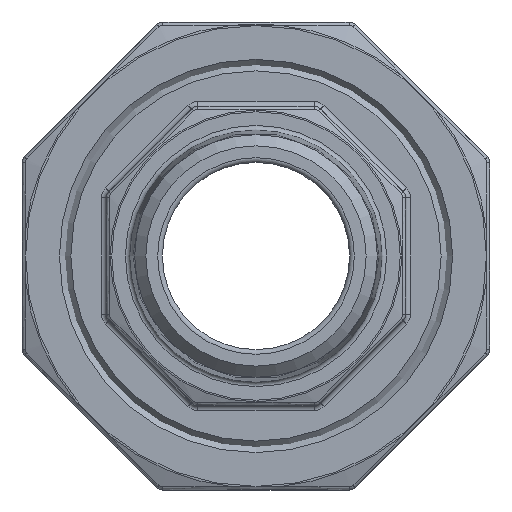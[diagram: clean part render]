
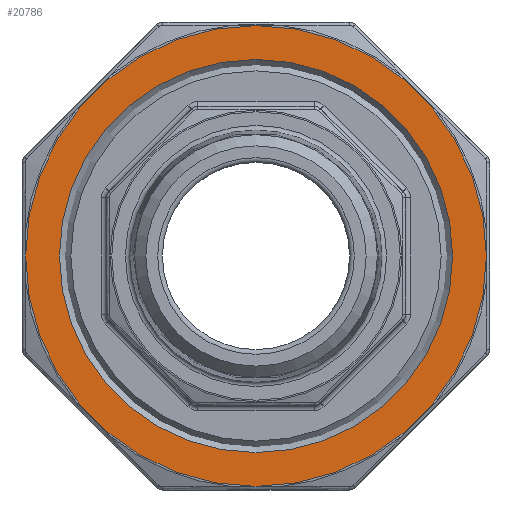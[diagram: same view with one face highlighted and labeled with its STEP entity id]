
A CAD part, left-side view. The second image highlights one B-rep face of the part: STEP entity #20786.
In plain terms, the highlighted planar face has unit normal (-1, 0, 0).
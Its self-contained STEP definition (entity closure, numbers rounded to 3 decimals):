
#358 = DIRECTION ( 'NONE',  ( 1., 0., 0. ) ) ;
#1253 = CARTESIAN_POINT ( 'NONE',  ( -9.5, 34.92, 0. ) ) ;
#1667 = CARTESIAN_POINT ( 'NONE',  ( -9.5, 0., 24.612 ) ) ;
#2131 = CARTESIAN_POINT ( 'NONE',  ( -9.5, 0., 0. ) ) ;
#4418 = ORIENTED_EDGE ( 'NONE', *, *, #6200, .T. ) ;
#4540 = EDGE_LOOP ( 'NONE', ( #4418 ) ) ;
#5130 = AXIS2_PLACEMENT_3D ( 'NONE', #13955, #6942, #19210 ) ;
#5878 = FACE_OUTER_BOUND ( 'NONE', #18716, .T. ) ;
#6200 = EDGE_CURVE ( 'NONE', #12096, #12096, #20193, .T. ) ;
#6942 = DIRECTION ( 'NONE',  ( -1., 0., 0. ) ) ;
#9200 = CIRCLE ( 'NONE', #5130, 24.612 ) ;
#9933 = DIRECTION ( 'NONE',  ( -1., 0., 0. ) ) ;
#11332 = DIRECTION ( 'NONE',  ( 0., 0., 1. ) ) ;
#12096 = VERTEX_POINT ( 'NONE', #17377 ) ;
#12304 = EDGE_CURVE ( 'NONE', #13729, #13729, #9200, .T. ) ;
#12981 = PLANE ( 'NONE',  #18343 ) ;
#13729 = VERTEX_POINT ( 'NONE', #1667 ) ;
#13955 = CARTESIAN_POINT ( 'NONE',  ( -9.5, 0., 0. ) ) ;
#16502 = FACE_BOUND ( 'NONE', #4540, .T. ) ;
#17377 = CARTESIAN_POINT ( 'NONE',  ( -9.5, 0., -21. ) ) ;
#18318 = DIRECTION ( 'NONE',  ( 0., 0., -1. ) ) ;
#18343 = AXIS2_PLACEMENT_3D ( 'NONE', #1253, #9933, #11332 ) ;
#18716 = EDGE_LOOP ( 'NONE', ( #20164 ) ) ;
#19210 = DIRECTION ( 'NONE',  ( 0., 0., 1. ) ) ;
#20164 = ORIENTED_EDGE ( 'NONE', *, *, #12304, .T. ) ;
#20193 = CIRCLE ( 'NONE', #22081, 21. ) ;
#20786 = ADVANCED_FACE ( 'NONE', ( #5878, #16502 ), #12981, .T. ) ;
#22081 = AXIS2_PLACEMENT_3D ( 'NONE', #2131, #358, #18318 ) ;
